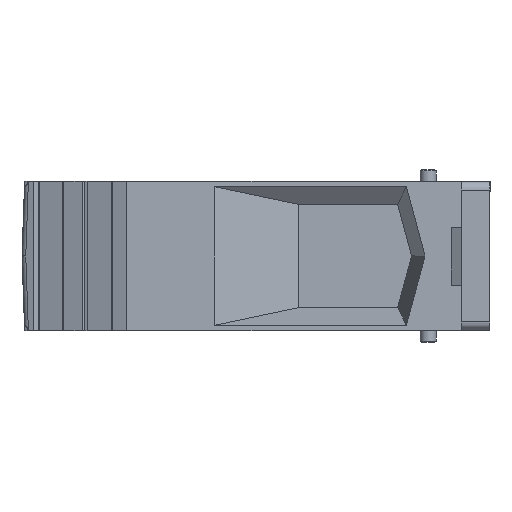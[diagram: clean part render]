
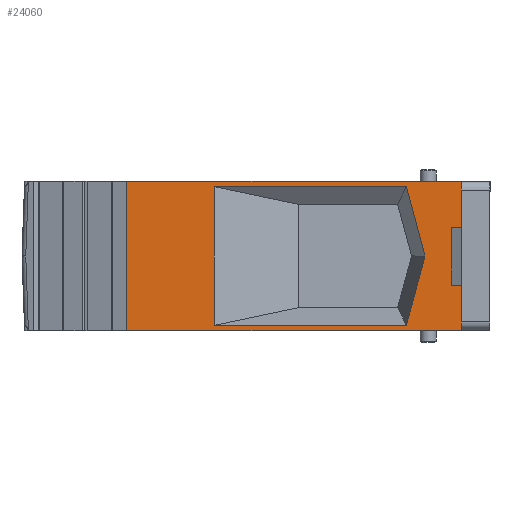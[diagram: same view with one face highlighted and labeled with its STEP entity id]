
A CAD part, left-side view. The second image highlights one B-rep face of the part: STEP entity #24060.
In plain terms, the highlighted face is planar.
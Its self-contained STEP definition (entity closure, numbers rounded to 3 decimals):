
#7210=CARTESIAN_POINT('',(-9.,-2.968,
-17.757));
#7220=VERTEX_POINT('',#7210);
#7250=CARTESIAN_POINT('',(-9.,-2.968,
-17.757));
#7260=DIRECTION('',(0.,-0.94,
0.342));
#7270=VECTOR('',#7260,1.);
#7280=LINE('',#7250,#7270);
#7290=CARTESIAN_POINT('',(-9.,-57.791,
2.197));
#7300=VERTEX_POINT('',#7290);
#7310=EDGE_CURVE('',#7220,#7300,#7280,.T.);
#12200=CARTESIAN_POINT('',(17.,-2.968,
-17.757));
#12210=DIRECTION('',(0.,-0.94,
0.342));
#12220=VECTOR('',#12210,1.);
#12230=LINE('',#12200,#12220);
#12240=CARTESIAN_POINT('',(17.,-2.968,
-17.757));
#12250=VERTEX_POINT('',#12240);
#12260=CARTESIAN_POINT('',(17.,-57.791,
2.197));
#12270=VERTEX_POINT('',#12260);
#12280=EDGE_CURVE('',#12250,#12270,#12230,.T.);
#21690=CARTESIAN_POINT('',(9.,-57.791,
2.197));
#21700=DIRECTION('',(1.,0.,0.));
#21710=VECTOR('',#21700,1.);
#21720=LINE('',#21690,#21710);
#21730=CARTESIAN_POINT('',(9.,-57.791,
2.197));
#21740=VERTEX_POINT('',#21730);
#21750=EDGE_CURVE('',#21740,#12270,#21720,.T.);
#22270=CARTESIAN_POINT('',(-1.1,-57.791,
2.197));
#22280=DIRECTION('',(-1.,0.,0.));
#22290=VECTOR('',#22280,1.);
#22300=LINE('',#22270,#22290);
#22310=CARTESIAN_POINT('',(-1.1,-57.791,
2.197));
#22320=VERTEX_POINT('',#22310);
#22330=EDGE_CURVE('',#22320,#7300,#22300,.T.);
#22770=CARTESIAN_POINT('',(9.,-56.099,
1.581));
#22780=VERTEX_POINT('',#22770);
#22810=CARTESIAN_POINT('',(9.,-56.099,
1.581));
#22820=DIRECTION('',(0.,-0.94,
0.342));
#22830=VECTOR('',#22820,1.);
#22840=LINE('',#22810,#22830);
#22850=EDGE_CURVE('',#22780,#21740,#22840,.T.);
#23200=CARTESIAN_POINT('',(-1.1,-57.791,
2.197));
#23210=DIRECTION('',(0.,0.94,
-0.342));
#23220=VECTOR('',#23210,1.);
#23230=LINE('',#23200,#23220);
#23240=CARTESIAN_POINT('',(-1.1,-56.099,
1.581));
#23250=VERTEX_POINT('',#23240);
#23260=EDGE_CURVE('',#22320,#23250,#23230,.T.);
#23390=CARTESIAN_POINT('',(4.,-51.024,-0.266));
#23400=DIRECTION('',(0.,0.342,
0.94));
#23410=DIRECTION('',(0.,0.94,
-0.342));
#23420=AXIS2_PLACEMENT_3D('',#23390,#23400,#23410);
#23430=PLANE('',#23420);
#23440=CARTESIAN_POINT('',(-9.,-2.968,
-17.757));
#23450=DIRECTION('',(1.,0.,0.));
#23460=VECTOR('',#23450,1.);
#23470=LINE('',#23440,#23460);
#23480=EDGE_CURVE('',#7220,#12250,#23470,.T.);
#23490=ORIENTED_EDGE('',*,*,#23480,.F.);
#23500=ORIENTED_EDGE('',*,*,#12280,.F.);
#23510=ORIENTED_EDGE('',*,*,#21750,.T.);
#23520=ORIENTED_EDGE('',*,*,#22850,.T.);
#23530=CARTESIAN_POINT('',(9.,-56.099,
1.581));
#23540=DIRECTION('',(-1.,0.,0.));
#23550=VECTOR('',#23540,1.);
#23560=LINE('',#23530,#23550);
#23570=EDGE_CURVE('',#22780,#23250,#23560,.T.);
#23580=ORIENTED_EDGE('',*,*,#23570,.F.);
#23590=ORIENTED_EDGE('',*,*,#23260,.T.);
#23600=ORIENTED_EDGE('',*,*,#22330,.F.);
#23610=ORIENTED_EDGE('',*,*,#7310,.T.);
#23620=EDGE_LOOP('',(#23610,#23600,#23590,#23580,#23520,#23510,#23500,
#23490));
#23630=FACE_OUTER_BOUND('',#23620,.T.);
#23640=CARTESIAN_POINT('',(4.,-51.831,
0.028));
#23650=DIRECTION('',(-0.966,0.243,
-0.089));
#23660=VECTOR('',#23650,1.);
#23670=LINE('',#23640,#23660);
#23680=CARTESIAN_POINT('',(4.,-51.831,
0.028));
#23690=VERTEX_POINT('',#23680);
#23700=CARTESIAN_POINT('',(-8.094,-48.786,
-1.081));
#23710=VERTEX_POINT('',#23700);
#23720=EDGE_CURVE('',#23690,#23710,#23670,.T.);
#23730=ORIENTED_EDGE('',*,*,#23720,.T.);
#23740=CARTESIAN_POINT('',(16.094,-48.786,
-1.081));
#23750=DIRECTION('',(-0.966,-0.243,
0.089));
#23760=VECTOR('',#23750,1.);
#23770=LINE('',#23740,#23760);
#23780=CARTESIAN_POINT('',(16.094,-48.786,
-1.081));
#23790=VERTEX_POINT('',#23780);
#23800=EDGE_CURVE('',#23790,#23690,#23770,.T.);
#23810=ORIENTED_EDGE('',*,*,#23800,.T.);
#23820=CARTESIAN_POINT('',(16.094,-48.786,
-1.081));
#23830=DIRECTION('',(0.,0.94,
-0.342));
#23840=VECTOR('',#23830,1.);
#23850=LINE('',#23820,#23840);
#23860=CARTESIAN_POINT('',(16.094,-17.269,
-12.552));
#23870=VERTEX_POINT('',#23860);
#23880=EDGE_CURVE('',#23790,#23870,#23850,.T.);
#23890=ORIENTED_EDGE('',*,*,#23880,.F.);
#23900=CARTESIAN_POINT('',(-8.094,-17.269,
-12.552));
#23910=DIRECTION('',(1.,0.,0.));
#23920=VECTOR('',#23910,1.);
#23930=LINE('',#23900,#23920);
#23940=CARTESIAN_POINT('',(-8.094,-17.269,
-12.552));
#23950=VERTEX_POINT('',#23940);
#23960=EDGE_CURVE('',#23950,#23870,#23930,.T.);
#23970=ORIENTED_EDGE('',*,*,#23960,.T.);
#23980=CARTESIAN_POINT('',(-8.094,-48.786,
-1.081));
#23990=DIRECTION('',(0.,0.94,
-0.342));
#24000=VECTOR('',#23990,1.);
#24010=LINE('',#23980,#24000);
#24020=EDGE_CURVE('',#23710,#23950,#24010,.T.);
#24030=ORIENTED_EDGE('',*,*,#24020,.T.);
#24040=EDGE_LOOP('',(#24030,#23970,#23890,#23810,#23730));
#24050=FACE_BOUND('',#24040,.T.);
#24060=ADVANCED_FACE('',(#23630,#24050),#23430,.T.);
